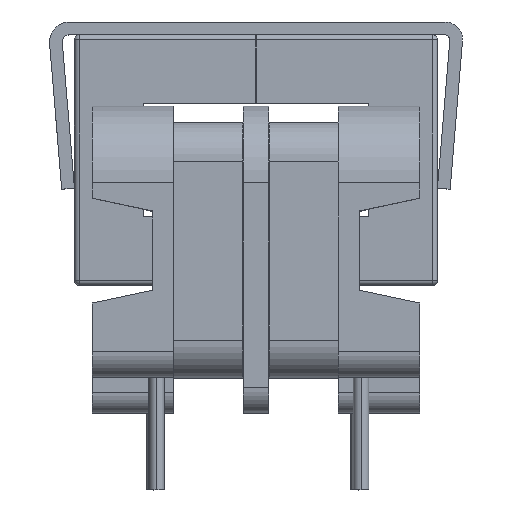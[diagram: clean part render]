
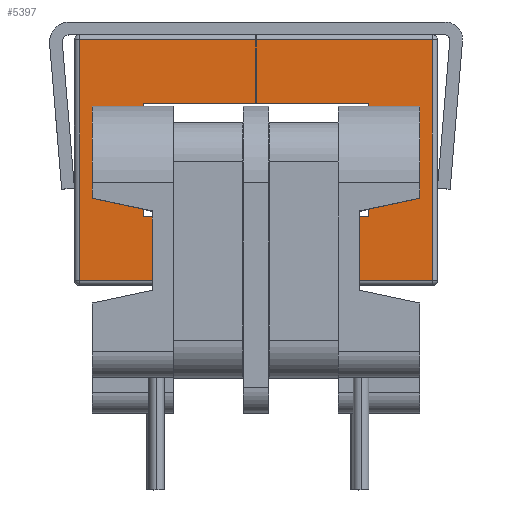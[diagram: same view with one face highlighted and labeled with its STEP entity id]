
A CAD part, top view. The second image highlights one B-rep face of the part: STEP entity #5397.
In plain terms, the highlighted planar face has unit normal (0, 0, 1).
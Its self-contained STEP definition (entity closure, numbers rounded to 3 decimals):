
#12 = CARTESIAN_POINT ( 'NONE',  ( 0., 0., 1.35 ) ) ;
#303 = EDGE_CURVE ( 'NONE', #7138, #7343, #7155, .T. ) ;
#421 = CARTESIAN_POINT ( 'NONE',  ( 6.9, 5.2, 1.35 ) ) ;
#569 = VERTEX_POINT ( 'NONE', #1845 ) ;
#591 = DIRECTION ( 'NONE',  ( 1., 0., 0. ) ) ;
#615 = VERTEX_POINT ( 'NONE', #5717 ) ;
#865 = EDGE_CURVE ( 'NONE', #1866, #615, #3706, .T. ) ;
#969 = DIRECTION ( 'NONE',  ( 1., 0., 0. ) ) ;
#1033 = LINE ( 'NONE', #1649, #3271 ) ;
#1285 = FACE_OUTER_BOUND ( 'NONE', #2178, .T. ) ;
#1388 = VERTEX_POINT ( 'NONE', #6621 ) ;
#1415 = ORIENTED_EDGE ( 'NONE', *, *, #5265, .T. ) ;
#1478 = EDGE_CURVE ( 'NONE', #569, #1866, #5560, .T. ) ;
#1492 = CARTESIAN_POINT ( 'NONE',  ( 0.01, 14.6, 1.35 ) ) ;
#1509 = DIRECTION ( 'NONE',  ( 0., -1., 0. ) ) ;
#1587 = VECTOR ( 'NONE', #6236, 1000. ) ;
#1594 = VECTOR ( 'NONE', #969, 1000. ) ;
#1613 = LINE ( 'NONE', #7849, #1594 ) ;
#1649 = CARTESIAN_POINT ( 'NONE',  ( -7.1, 7.7, 1.35 ) ) ;
#1838 = ORIENTED_EDGE ( 'NONE', *, *, #3530, .F. ) ;
#1845 = CARTESIAN_POINT ( 'NONE',  ( -6.9, 5.2, 1.35 ) ) ;
#1866 = VERTEX_POINT ( 'NONE', #421 ) ;
#1987 = AXIS2_PLACEMENT_3D ( 'NONE', #12, #8091, #4274 ) ;
#2034 = CARTESIAN_POINT ( 'NONE',  ( -4.4, 12.1, 1.35 ) ) ;
#2110 = ORIENTED_EDGE ( 'NONE', *, *, #865, .T. ) ;
#2130 = CARTESIAN_POINT ( 'NONE',  ( -0.01, 14.6, 1.35 ) ) ;
#2178 = EDGE_LOOP ( 'NONE', ( #2110, #3863, #1838, #4323, #6364, #3421, #1415, #2758, #6351, #6826, #3383, #6680 ) ) ;
#2295 = EDGE_CURVE ( 'NONE', #7092, #569, #5658, .T. ) ;
#2758 = ORIENTED_EDGE ( 'NONE', *, *, #6768, .T. ) ;
#2817 = CARTESIAN_POINT ( 'NONE',  ( 4.4, 7.7, 1.35 ) ) ;
#2841 = CARTESIAN_POINT ( 'NONE',  ( -6.9, 14.6, 1.35 ) ) ;
#2973 = CARTESIAN_POINT ( 'NONE',  ( -7.1, 14.6, 1.35 ) ) ;
#3015 = EDGE_CURVE ( 'NONE', #7138, #7092, #6092, .T. ) ;
#3092 = PLANE ( 'NONE',  #1987 ) ;
#3099 = CARTESIAN_POINT ( 'NONE',  ( 0.01, 12.1, 1.35 ) ) ;
#3252 = LINE ( 'NONE', #5770, #7365 ) ;
#3271 = VECTOR ( 'NONE', #6684, 1000. ) ;
#3383 = ORIENTED_EDGE ( 'NONE', *, *, #2295, .T. ) ;
#3421 = ORIENTED_EDGE ( 'NONE', *, *, #6334, .T. ) ;
#3479 = CARTESIAN_POINT ( 'NONE',  ( -0.01, 12.1, 1.35 ) ) ;
#3530 = EDGE_CURVE ( 'NONE', #5576, #5602, #6336, .T. ) ;
#3706 = LINE ( 'NONE', #5105, #7639 ) ;
#3863 = ORIENTED_EDGE ( 'NONE', *, *, #6311, .T. ) ;
#3951 = VECTOR ( 'NONE', #4746, 1000. ) ;
#4274 = DIRECTION ( 'NONE',  ( -1., 0., 0. ) ) ;
#4323 = ORIENTED_EDGE ( 'NONE', *, *, #5771, .T. ) ;
#4334 = VECTOR ( 'NONE', #4998, 1000. ) ;
#4469 = DIRECTION ( 'NONE',  ( 0., 1., 0. ) ) ;
#4479 = VERTEX_POINT ( 'NONE', #7659 ) ;
#4698 = LINE ( 'NONE', #5373, #3951 ) ;
#4746 = DIRECTION ( 'NONE',  ( 0., 1., 0. ) ) ;
#4891 = LINE ( 'NONE', #5565, #1587 ) ;
#4998 = DIRECTION ( 'NONE',  ( 0., 1., 0. ) ) ;
#5039 = VECTOR ( 'NONE', #6650, 1000. ) ;
#5105 = CARTESIAN_POINT ( 'NONE',  ( 6.9, 14.8, 1.35 ) ) ;
#5160 = DIRECTION ( 'NONE',  ( -1., 0., 0. ) ) ;
#5265 = EDGE_CURVE ( 'NONE', #4479, #8160, #4698, .T. ) ;
#5373 = CARTESIAN_POINT ( 'NONE',  ( -4.4, 5., 1.35 ) ) ;
#5397 = ADVANCED_FACE ( 'NONE', ( #1285 ), #3092, .F. ) ;
#5407 = VECTOR ( 'NONE', #7955, 1000. ) ;
#5560 = LINE ( 'NONE', #7347, #7897 ) ;
#5565 = CARTESIAN_POINT ( 'NONE',  ( 4.4, 5., 1.35 ) ) ;
#5576 = VERTEX_POINT ( 'NONE', #8045 ) ;
#5588 = EDGE_CURVE ( 'NONE', #1388, #7677, #4891, .T. ) ;
#5602 = VERTEX_POINT ( 'NONE', #1492 ) ;
#5658 = LINE ( 'NONE', #6944, #6196 ) ;
#5717 = CARTESIAN_POINT ( 'NONE',  ( 6.9, 14.6, 1.35 ) ) ;
#5770 = CARTESIAN_POINT ( 'NONE',  ( 0.01, 14.6, 1.35 ) ) ;
#5771 = EDGE_CURVE ( 'NONE', #5576, #1388, #1613, .T. ) ;
#6053 = CARTESIAN_POINT ( 'NONE',  ( -7.1, 12.1, 1.35 ) ) ;
#6092 = LINE ( 'NONE', #2973, #5407 ) ;
#6196 = VECTOR ( 'NONE', #6905, 1000. ) ;
#6236 = DIRECTION ( 'NONE',  ( 0., -1., 0. ) ) ;
#6311 = EDGE_CURVE ( 'NONE', #615, #5602, #3252, .T. ) ;
#6334 = EDGE_CURVE ( 'NONE', #7677, #4479, #1033, .T. ) ;
#6336 = LINE ( 'NONE', #3099, #4334 ) ;
#6351 = ORIENTED_EDGE ( 'NONE', *, *, #303, .F. ) ;
#6364 = ORIENTED_EDGE ( 'NONE', *, *, #5588, .T. ) ;
#6439 = VECTOR ( 'NONE', #1509, 1000. ) ;
#6621 = CARTESIAN_POINT ( 'NONE',  ( 4.4, 12.1, 1.35 ) ) ;
#6650 = DIRECTION ( 'NONE',  ( 1., 0., 0. ) ) ;
#6680 = ORIENTED_EDGE ( 'NONE', *, *, #1478, .T. ) ;
#6684 = DIRECTION ( 'NONE',  ( -1., 0., 0. ) ) ;
#6768 = EDGE_CURVE ( 'NONE', #8160, #7343, #7845, .T. ) ;
#6826 = ORIENTED_EDGE ( 'NONE', *, *, #3015, .T. ) ;
#6905 = DIRECTION ( 'NONE',  ( 0., -1., 0. ) ) ;
#6931 = CARTESIAN_POINT ( 'NONE',  ( -0.01, 12.1, 1.35 ) ) ;
#6944 = CARTESIAN_POINT ( 'NONE',  ( -6.9, 5., 1.35 ) ) ;
#7092 = VERTEX_POINT ( 'NONE', #2841 ) ;
#7138 = VERTEX_POINT ( 'NONE', #2130 ) ;
#7155 = LINE ( 'NONE', #3479, #6439 ) ;
#7343 = VERTEX_POINT ( 'NONE', #6931 ) ;
#7347 = CARTESIAN_POINT ( 'NONE',  ( 7.1, 5.2, 1.35 ) ) ;
#7365 = VECTOR ( 'NONE', #5160, 1000. ) ;
#7639 = VECTOR ( 'NONE', #4469, 1000. ) ;
#7659 = CARTESIAN_POINT ( 'NONE',  ( -4.4, 7.7, 1.35 ) ) ;
#7677 = VERTEX_POINT ( 'NONE', #2817 ) ;
#7845 = LINE ( 'NONE', #6053, #5039 ) ;
#7849 = CARTESIAN_POINT ( 'NONE',  ( -7.1, 12.1, 1.35 ) ) ;
#7897 = VECTOR ( 'NONE', #591, 1000. ) ;
#7955 = DIRECTION ( 'NONE',  ( -1., 0., 0. ) ) ;
#8045 = CARTESIAN_POINT ( 'NONE',  ( 0.01, 12.1, 1.35 ) ) ;
#8091 = DIRECTION ( 'NONE',  ( 0., 0., -1. ) ) ;
#8160 = VERTEX_POINT ( 'NONE', #2034 ) ;
